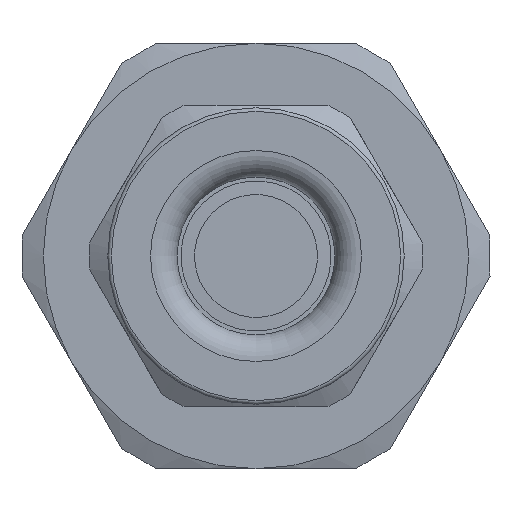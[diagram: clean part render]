
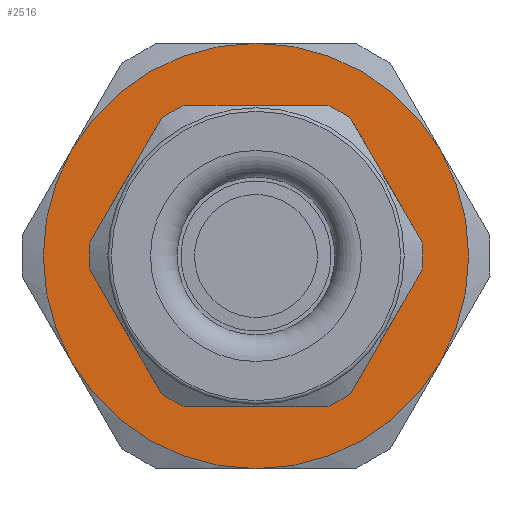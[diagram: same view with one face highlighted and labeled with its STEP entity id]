
A CAD part, left-side view. The second image highlights one B-rep face of the part: STEP entity #2516.
In plain terms, the highlighted planar face has unit normal (-1, 0, 0).
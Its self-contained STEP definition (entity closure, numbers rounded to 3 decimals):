
#267=PLANE('',#2825);
#391=FACE_BOUND('',#724,.T.);
#524=FACE_OUTER_BOUND('',#723,.T.);
#723=EDGE_LOOP('',(#1924,#1925,#1926,#1927,#1928,#1929));
#724=EDGE_LOOP('',(#1930));
#988=CIRCLE('',#2770,6.95);
#1005=CIRCLE('',#2804,12.);
#1006=CIRCLE('',#2806,12.);
#1007=CIRCLE('',#2808,12.);
#1008=CIRCLE('',#2810,12.);
#1009=CIRCLE('',#2812,12.);
#1015=CIRCLE('',#2824,12.);
#1217=VERTEX_POINT('',#4519);
#1225=VERTEX_POINT('',#7831);
#1232=VERTEX_POINT('',#7857);
#1240=VERTEX_POINT('',#7884);
#1246=VERTEX_POINT('',#7910);
#1248=VERTEX_POINT('',#7923);
#1254=VERTEX_POINT('',#7944);
#1459=EDGE_CURVE('',#1217,#1217,#988,.T.);
#1520=EDGE_CURVE('',#1240,#1246,#1005,.T.);
#1521=EDGE_CURVE('',#1254,#1240,#1006,.T.);
#1522=EDGE_CURVE('',#1246,#1232,#1007,.T.);
#1523=EDGE_CURVE('',#1248,#1254,#1008,.T.);
#1524=EDGE_CURVE('',#1232,#1225,#1009,.T.);
#1530=EDGE_CURVE('',#1225,#1248,#1015,.T.);
#1924=ORIENTED_EDGE('',*,*,#1521,.F.);
#1925=ORIENTED_EDGE('',*,*,#1523,.F.);
#1926=ORIENTED_EDGE('',*,*,#1530,.F.);
#1927=ORIENTED_EDGE('',*,*,#1524,.F.);
#1928=ORIENTED_EDGE('',*,*,#1522,.F.);
#1929=ORIENTED_EDGE('',*,*,#1520,.F.);
#1930=ORIENTED_EDGE('',*,*,#1459,.T.);
#2516=ADVANCED_FACE('',(#524,#391),#267,.T.);
#2770=AXIS2_PLACEMENT_3D('',#4520,#3162,#3163);
#2804=AXIS2_PLACEMENT_3D('',#7974,#3242,#3243);
#2806=AXIS2_PLACEMENT_3D('',#7976,#3246,#3247);
#2808=AXIS2_PLACEMENT_3D('',#7978,#3250,#3251);
#2810=AXIS2_PLACEMENT_3D('',#7980,#3254,#3255);
#2812=AXIS2_PLACEMENT_3D('',#7982,#3258,#3259);
#2824=AXIS2_PLACEMENT_3D('',#7994,#3282,#3283);
#2825=AXIS2_PLACEMENT_3D('',#7995,#3284,#3285);
#3162=DIRECTION('center_axis',(1.,0.,0.));
#3163=DIRECTION('ref_axis',(0.,0.,-1.));
#3242=DIRECTION('center_axis',(1.,0.,0.));
#3243=DIRECTION('ref_axis',(0.,-1.,0.));
#3246=DIRECTION('center_axis',(1.,0.,0.));
#3247=DIRECTION('ref_axis',(0.,-1.,0.));
#3250=DIRECTION('center_axis',(1.,0.,0.));
#3251=DIRECTION('ref_axis',(0.,-1.,0.));
#3254=DIRECTION('center_axis',(1.,0.,0.));
#3255=DIRECTION('ref_axis',(0.,-1.,0.));
#3258=DIRECTION('center_axis',(1.,0.,0.));
#3259=DIRECTION('ref_axis',(0.,-1.,0.));
#3282=DIRECTION('center_axis',(1.,0.,0.));
#3283=DIRECTION('ref_axis',(0.,-1.,0.));
#3284=DIRECTION('center_axis',(-1.,0.,0.));
#3285=DIRECTION('ref_axis',(0.,0.,1.));
#4519=CARTESIAN_POINT('',(-26.58,6.95,0.));
#4520=CARTESIAN_POINT('Origin',(-26.58,0.,0.));
#7831=CARTESIAN_POINT('',(-26.58,-10.392,-6.));
#7857=CARTESIAN_POINT('',(-26.58,-10.392,6.));
#7884=CARTESIAN_POINT('',(-26.58,10.392,6.));
#7910=CARTESIAN_POINT('',(-26.58,0.,12.));
#7923=CARTESIAN_POINT('',(-26.58,0.,-12.));
#7944=CARTESIAN_POINT('',(-26.58,10.392,-6.));
#7974=CARTESIAN_POINT('Origin',(-26.58,0.,0.));
#7976=CARTESIAN_POINT('Origin',(-26.58,0.,0.));
#7978=CARTESIAN_POINT('Origin',(-26.58,0.,0.));
#7980=CARTESIAN_POINT('Origin',(-26.58,0.,0.));
#7982=CARTESIAN_POINT('Origin',(-26.58,0.,0.));
#7994=CARTESIAN_POINT('Origin',(-26.58,0.,0.));
#7995=CARTESIAN_POINT('Origin',(-26.58,13.25,0.));
